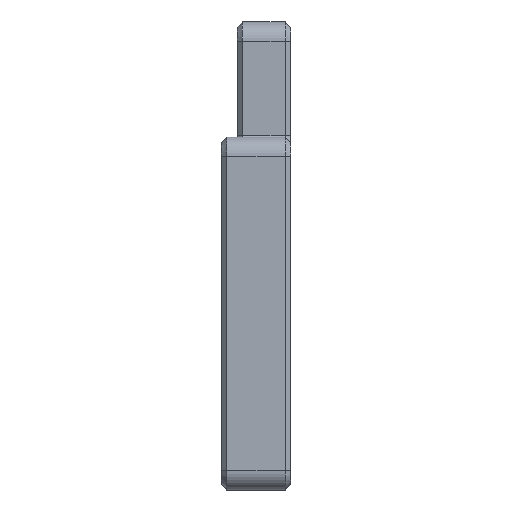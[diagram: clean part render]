
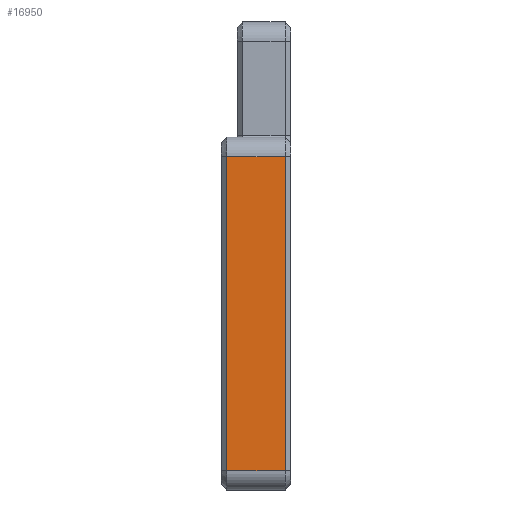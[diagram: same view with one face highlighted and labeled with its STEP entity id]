
A CAD part, left-side view. The second image highlights one B-rep face of the part: STEP entity #16950.
In plain terms, the highlighted planar face has unit normal (-1, 0, 0).
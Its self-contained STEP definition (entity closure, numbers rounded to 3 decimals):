
#1988=FACE_OUTER_BOUND('',#2955,.T.);
#2955=EDGE_LOOP('',(#15120,#15121,#15122,#15123));
#4685=LINE('',#28580,#6439);
#4688=LINE('',#28593,#6442);
#4689=LINE('',#28595,#6443);
#4690=LINE('',#28596,#6444);
#6439=VECTOR('',#22821,10.);
#6442=VECTOR('',#22836,10.);
#6443=VECTOR('',#22837,10.);
#6444=VECTOR('',#22838,10.);
#8135=VERTEX_POINT('',#28578);
#8136=VERTEX_POINT('',#28579);
#8140=VERTEX_POINT('',#28592);
#8141=VERTEX_POINT('',#28594);
#10503=EDGE_CURVE('',#8135,#8136,#4685,.T.);
#10510=EDGE_CURVE('',#8140,#8136,#4688,.T.);
#10511=EDGE_CURVE('',#8141,#8140,#4689,.T.);
#10512=EDGE_CURVE('',#8135,#8141,#4690,.T.);
#15120=ORIENTED_EDGE('',*,*,#10510,.F.);
#15121=ORIENTED_EDGE('',*,*,#10511,.F.);
#15122=ORIENTED_EDGE('',*,*,#10512,.F.);
#15123=ORIENTED_EDGE('',*,*,#10503,.T.);
#16127=PLANE('',#18398);
#16950=ADVANCED_FACE('',(#1988),#16127,.T.);
#18398=AXIS2_PLACEMENT_3D('',#28591,#22834,#22835);
#22821=DIRECTION('',(0.,1.,0.));
#22834=DIRECTION('center_axis',(-1.,0.,0.));
#22835=DIRECTION('ref_axis',(0.,0.,1.));
#22836=DIRECTION('',(0.,0.,1.));
#22837=DIRECTION('',(0.,1.,0.));
#22838=DIRECTION('',(0.,0.,-1.));
#28578=CARTESIAN_POINT('',(-103.7,-7.2,0.));
#28579=CARTESIAN_POINT('',(-103.7,4.,0.));
#28580=CARTESIAN_POINT('',(-103.7,0.,0.));
#28591=CARTESIAN_POINT('Origin',(-103.7,0.,-60.));
#28592=CARTESIAN_POINT('',(-103.7,4.,-60.));
#28593=CARTESIAN_POINT('',(-103.7,4.,-45.));
#28594=CARTESIAN_POINT('',(-103.7,-7.2,-60.));
#28595=CARTESIAN_POINT('',(-103.7,0.,-60.));
#28596=CARTESIAN_POINT('',(-103.7,-7.2,-39.5));
